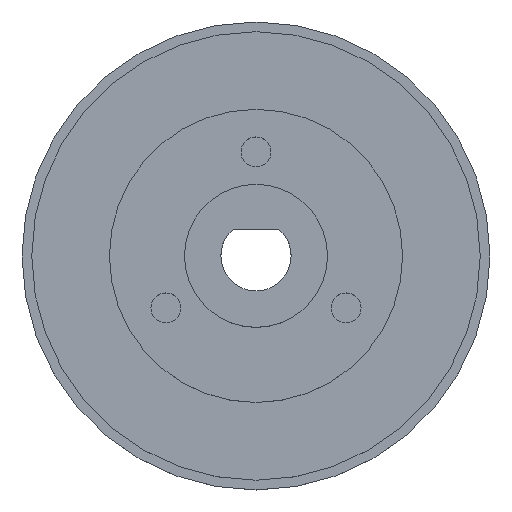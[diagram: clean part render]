
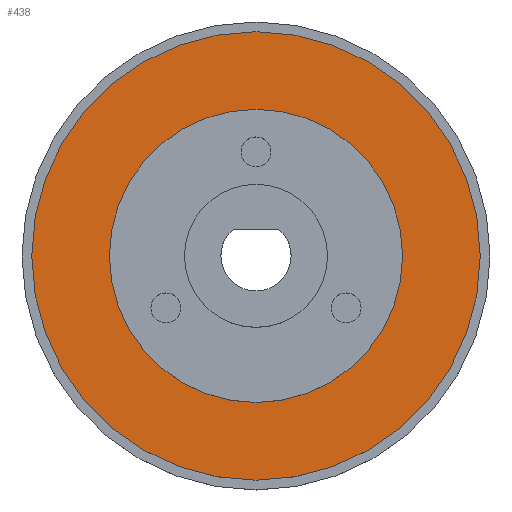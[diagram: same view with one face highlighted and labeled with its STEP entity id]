
A CAD part, top view. The second image highlights one B-rep face of the part: STEP entity #438.
In plain terms, the highlighted planar face has unit normal (0, 0, 1).
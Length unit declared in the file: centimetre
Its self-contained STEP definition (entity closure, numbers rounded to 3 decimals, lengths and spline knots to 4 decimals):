
#120=PLANE('',#496);
#160=VERTEX_POINT('',#687);
#163=VERTEX_POINT('',#697);
#188=CIRCLE('',#487,1.1275);
#191=CIRCLE('',#494,1.725);
#223=EDGE_CURVE('',#160,#160,#188,.T.);
#226=EDGE_CURVE('',#163,#163,#191,.T.);
#294=ORIENTED_EDGE('',*,*,#223,.T.);
#295=ORIENTED_EDGE('',*,*,#226,.F.);
#350=EDGE_LOOP('',(#294));
#351=EDGE_LOOP('',(#295));
#406=FACE_BOUND('',#350,.T.);
#407=FACE_BOUND('',#351,.T.);
#438=ADVANCED_FACE('',(#406,#407),#120,.T.);
#487=AXIS2_PLACEMENT_3D('',#686,#589,#590);
#494=AXIS2_PLACEMENT_3D('',#696,#601,#602);
#496=AXIS2_PLACEMENT_3D('',#700,#605,$);
#589=DIRECTION('',(0.,0.,-1.));
#590=DIRECTION('',(1.128,0.,0.));
#601=DIRECTION('',(0.,0.,-1.));
#602=DIRECTION('',(1.725,0.,0.));
#605=DIRECTION('',(0.,0.,1.));
#686=CARTESIAN_POINT('',(0.,0.,0.27));
#687=CARTESIAN_POINT('',(-1.1275,0.,0.27));
#696=CARTESIAN_POINT('',(0.,0.,0.27));
#697=CARTESIAN_POINT('',(1.725,0.,0.27));
#700=CARTESIAN_POINT('',(0.,0.,0.27));
